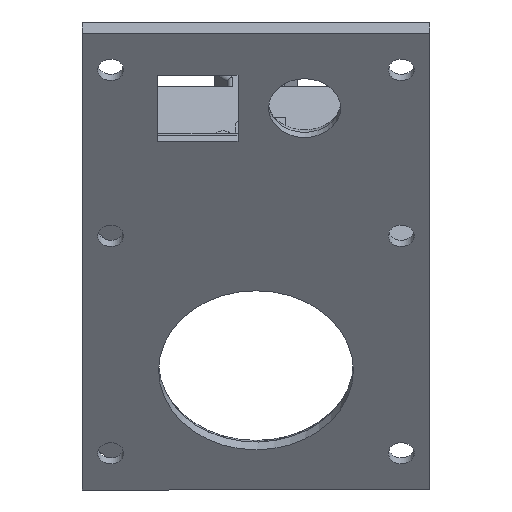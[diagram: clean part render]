
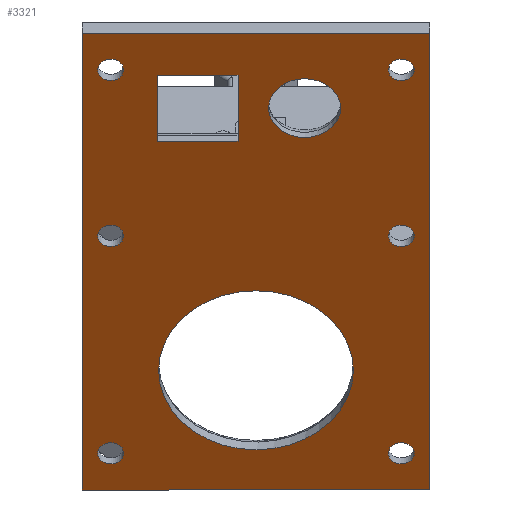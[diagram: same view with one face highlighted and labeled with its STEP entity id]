
A CAD part, isometric view. The second image highlights one B-rep face of the part: STEP entity #3321.
In plain terms, the highlighted planar face has unit normal (-0.707, -0.707, 0).
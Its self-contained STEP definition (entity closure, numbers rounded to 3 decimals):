
#149=CIRCLE('',#3344,10.828);
#158=CIRCLE('',#3356,4.);
#236=CIRCLE('',#3595,1.45);
#237=CIRCLE('',#3597,1.45);
#238=CIRCLE('',#3599,1.45);
#240=CIRCLE('',#3603,1.45);
#242=CIRCLE('',#3607,1.45);
#243=CIRCLE('',#3609,1.45);
#260=FACE_BOUND('',#785,.T.);
#261=FACE_BOUND('',#786,.T.);
#262=FACE_BOUND('',#787,.T.);
#263=FACE_BOUND('',#788,.T.);
#264=FACE_BOUND('',#789,.T.);
#265=FACE_BOUND('',#790,.T.);
#266=FACE_BOUND('',#791,.T.);
#267=FACE_BOUND('',#792,.T.);
#268=FACE_BOUND('',#793,.T.);
#592=FACE_OUTER_BOUND('',#784,.T.);
#784=EDGE_LOOP('',(#3069,#3070,#3071,#3072));
#785=EDGE_LOOP('',(#3073));
#786=EDGE_LOOP('',(#3074));
#787=EDGE_LOOP('',(#3075));
#788=EDGE_LOOP('',(#3076));
#789=EDGE_LOOP('',(#3077));
#790=EDGE_LOOP('',(#3078));
#791=EDGE_LOOP('',(#3079));
#792=EDGE_LOOP('',(#3080,#3081,#3082,#3083));
#793=EDGE_LOOP('',(#3084));
#883=LINE('',#5586,#1133);
#886=LINE('',#5591,#1136);
#924=LINE('',#5751,#1174);
#934=LINE('',#5776,#1184);
#943=LINE('',#5802,#1193);
#1000=LINE('',#6227,#1250);
#1041=LINE('',#6335,#1291);
#1043=LINE('',#6338,#1293);
#1133=VECTOR('',#3789,10.);
#1136=VECTOR('',#3794,10.);
#1174=VECTOR('',#3932,10.);
#1184=VECTOR('',#3950,10.);
#1193=VECTOR('',#3969,10.);
#1250=VECTOR('',#4314,10.);
#1291=VECTOR('',#4439,10.);
#1293=VECTOR('',#4443,10.);
#1409=VERTEX_POINT('',#5522);
#1427=VERTEX_POINT('',#5563);
#1432=VERTEX_POINT('',#5583);
#1433=VERTEX_POINT('',#5585);
#1434=VERTEX_POINT('',#5589);
#1483=VERTEX_POINT('',#5748);
#1484=VERTEX_POINT('',#5750);
#1495=VERTEX_POINT('',#5774);
#1507=VERTEX_POINT('',#5800);
#1594=VERTEX_POINT('',#6301);
#1595=VERTEX_POINT('',#6305);
#1596=VERTEX_POINT('',#6309);
#1598=VERTEX_POINT('',#6317);
#1600=VERTEX_POINT('',#6325);
#1601=VERTEX_POINT('',#6329);
#1602=VERTEX_POINT('',#6334);
#1768=EDGE_CURVE('',#1409,#1409,#149,.T.);
#1788=EDGE_CURVE('',#1427,#1427,#158,.T.);
#1799=EDGE_CURVE('',#1433,#1432,#883,.T.);
#1802=EDGE_CURVE('',#1432,#1434,#886,.T.);
#1872=EDGE_CURVE('',#1484,#1483,#924,.T.);
#1885=EDGE_CURVE('',#1483,#1495,#934,.T.);
#1898=EDGE_CURVE('',#1495,#1507,#943,.T.);
#2045=EDGE_CURVE('',#1507,#1484,#1000,.T.);
#2079=EDGE_CURVE('',#1594,#1594,#236,.T.);
#2081=EDGE_CURVE('',#1595,#1595,#237,.T.);
#2083=EDGE_CURVE('',#1596,#1596,#238,.T.);
#2087=EDGE_CURVE('',#1598,#1598,#240,.T.);
#2091=EDGE_CURVE('',#1600,#1600,#242,.T.);
#2093=EDGE_CURVE('',#1601,#1601,#243,.T.);
#2094=EDGE_CURVE('',#1602,#1433,#1041,.T.);
#2096=EDGE_CURVE('',#1434,#1602,#1043,.T.);
#3069=ORIENTED_EDGE('',*,*,#2045,.T.);
#3070=ORIENTED_EDGE('',*,*,#1872,.T.);
#3071=ORIENTED_EDGE('',*,*,#1885,.T.);
#3072=ORIENTED_EDGE('',*,*,#1898,.T.);
#3073=ORIENTED_EDGE('',*,*,#2079,.T.);
#3074=ORIENTED_EDGE('',*,*,#2081,.T.);
#3075=ORIENTED_EDGE('',*,*,#2083,.T.);
#3076=ORIENTED_EDGE('',*,*,#2087,.T.);
#3077=ORIENTED_EDGE('',*,*,#2091,.T.);
#3078=ORIENTED_EDGE('',*,*,#2093,.T.);
#3079=ORIENTED_EDGE('',*,*,#1788,.T.);
#3080=ORIENTED_EDGE('',*,*,#1802,.T.);
#3081=ORIENTED_EDGE('',*,*,#2096,.T.);
#3082=ORIENTED_EDGE('',*,*,#2094,.T.);
#3083=ORIENTED_EDGE('',*,*,#1799,.T.);
#3084=ORIENTED_EDGE('',*,*,#1768,.T.);
#3136=PLANE('',#3613);
#3321=ADVANCED_FACE('',(#592,#260,#261,#262,#263,#264,#265,#266,#267,#268),
#3136,.T.);
#3344=AXIS2_PLACEMENT_3D('',#5523,#3728,#3729);
#3356=AXIS2_PLACEMENT_3D('',#5564,#3763,#3764);
#3595=AXIS2_PLACEMENT_3D('',#6303,#4398,#4399);
#3597=AXIS2_PLACEMENT_3D('',#6307,#4403,#4404);
#3599=AXIS2_PLACEMENT_3D('',#6311,#4408,#4409);
#3603=AXIS2_PLACEMENT_3D('',#6319,#4418,#4419);
#3607=AXIS2_PLACEMENT_3D('',#6327,#4428,#4429);
#3609=AXIS2_PLACEMENT_3D('',#6331,#4433,#4434);
#3613=AXIS2_PLACEMENT_3D('',#6339,#4444,#4445);
#3728=DIRECTION('center_axis',(0.707,0.707,0.));
#3729=DIRECTION('ref_axis',(-0.707,0.707,0.));
#3763=DIRECTION('center_axis',(0.707,0.707,0.));
#3764=DIRECTION('ref_axis',(-0.707,0.707,0.));
#3789=DIRECTION('',(0.,0.,1.));
#3794=DIRECTION('',(0.707,-0.707,0.));
#3932=DIRECTION('',(0.,0.,-1.));
#3950=DIRECTION('',(0.707,-0.707,0.));
#3969=DIRECTION('',(0.,0.,1.));
#4314=DIRECTION('',(-0.707,0.707,0.));
#4398=DIRECTION('center_axis',(0.707,0.707,0.));
#4399=DIRECTION('ref_axis',(0.,0.,1.));
#4403=DIRECTION('center_axis',(0.707,0.707,0.));
#4404=DIRECTION('ref_axis',(0.,0.,1.));
#4408=DIRECTION('center_axis',(0.707,0.707,0.));
#4409=DIRECTION('ref_axis',(0.,0.,1.));
#4418=DIRECTION('center_axis',(0.707,0.707,0.));
#4419=DIRECTION('ref_axis',(0.,0.,1.));
#4428=DIRECTION('center_axis',(0.707,0.707,0.));
#4429=DIRECTION('ref_axis',(0.,0.,1.));
#4433=DIRECTION('center_axis',(0.707,0.707,0.));
#4434=DIRECTION('ref_axis',(0.,0.,1.));
#4439=DIRECTION('',(-0.707,0.707,0.));
#4443=DIRECTION('',(0.,0.,-1.));
#4444=DIRECTION('center_axis',(-0.707,-0.707,0.));
#4445=DIRECTION('ref_axis',(0.,0.,1.));
#5522=CARTESIAN_POINT('',(-5.637,-20.95,16.3));
#5523=CARTESIAN_POINT('Origin',(-13.294,-13.294,16.3));
#5563=CARTESIAN_POINT('',(-6.647,-19.94,52.));
#5564=CARTESIAN_POINT('Origin',(-9.475,-17.112,52.));
#5583=CARTESIAN_POINT('',(-21.072,-5.515,56.5));
#5585=CARTESIAN_POINT('',(-21.072,-5.515,47.5));
#5586=CARTESIAN_POINT('',(-21.072,-5.515,39.3));
#5589=CARTESIAN_POINT('',(-14.708,-11.879,56.5));
#5591=CARTESIAN_POINT('',(-17.183,-9.405,56.5));
#5748=CARTESIAN_POINT('',(-26.941,0.354,0.));
#5750=CARTESIAN_POINT('',(-26.941,0.354,62.2));
#5751=CARTESIAN_POINT('',(-26.941,0.354,15.55));
#5774=CARTESIAN_POINT('',(0.354,-26.941,0.));
#5776=CARTESIAN_POINT('',(-6.47,-20.117,0.));
#5800=CARTESIAN_POINT('',(0.354,-26.941,62.2));
#5802=CARTESIAN_POINT('',(0.354,-26.941,46.65));
#6227=CARTESIAN_POINT('',(-20.117,-6.47,62.2));
#6301=CARTESIAN_POINT('',(-1.874,-24.713,33.15));
#6303=CARTESIAN_POINT('Origin',(-1.874,-24.713,34.6));
#6305=CARTESIAN_POINT('',(-24.713,-1.874,33.15));
#6307=CARTESIAN_POINT('Origin',(-24.713,-1.874,34.6));
#6309=CARTESIAN_POINT('',(-24.713,-1.874,55.75));
#6311=CARTESIAN_POINT('Origin',(-24.713,-1.874,57.2));
#6317=CARTESIAN_POINT('',(-1.874,-24.713,55.75));
#6319=CARTESIAN_POINT('Origin',(-1.874,-24.713,57.2));
#6325=CARTESIAN_POINT('',(-24.713,-1.874,3.55));
#6327=CARTESIAN_POINT('Origin',(-24.713,-1.874,5.));
#6329=CARTESIAN_POINT('',(-1.874,-24.713,3.55));
#6331=CARTESIAN_POINT('Origin',(-1.874,-24.713,5.));
#6334=CARTESIAN_POINT('',(-14.708,-11.879,47.5));
#6335=CARTESIAN_POINT('',(-14.001,-12.587,47.5));
#6338=CARTESIAN_POINT('',(-14.708,-11.879,43.8));
#6339=CARTESIAN_POINT('Origin',(-13.294,-13.294,31.1));
